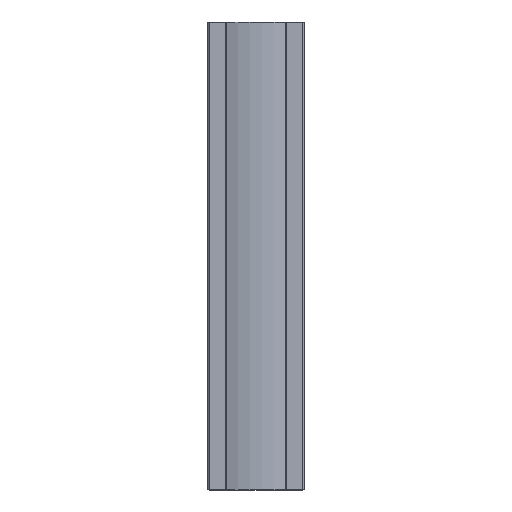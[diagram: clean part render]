
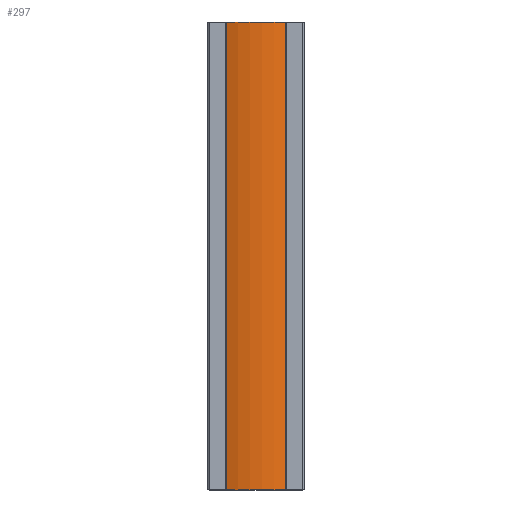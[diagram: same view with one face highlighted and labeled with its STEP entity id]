
A CAD part, top view. The second image highlights one B-rep face of the part: STEP entity #297.
In plain terms, the highlighted cylindrical face has radius 26.213 mm (diameter 52.426 mm), a partial arc.
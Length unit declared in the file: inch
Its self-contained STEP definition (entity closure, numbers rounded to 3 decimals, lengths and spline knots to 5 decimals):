
#233=CARTESIAN_POINT('',(0.37771,6.04,0.13855));
#234=VERTEX_POINT('',#233);
#242=CARTESIAN_POINT('',(0.37771,0.04,0.13855));
#243=VERTEX_POINT('',#242);
#244=CARTESIAN_POINT('',(0.37771,0.04,0.13855));
#245=DIRECTION('',(0.0,1.0,0.0));
#246=VECTOR('',#245,1.0);
#247=LINE('',#244,#246);
#248=EDGE_CURVE('',#243,#234,#247,.T.);
#265=ORIENTED_EDGE('',*,*,#248,.T.);
#266=CARTESIAN_POINT('',(-0.37691,6.04,0.13855));
#267=VERTEX_POINT('',#266);
#268=CARTESIAN_POINT('',(0.0004,6.04,-0.82201));
#269=DIRECTION('',(0.0,-1.0,0.0));
#270=DIRECTION('',(1.0,0.0,0.0));
#271=AXIS2_PLACEMENT_3D('',#268,#269,#270);
#272=CIRCLE('',#271,1.03201);
#273=EDGE_CURVE('',#234,#267,#272,.T.);
#274=ORIENTED_EDGE('',*,*,#273,.T.);
#275=CARTESIAN_POINT('',(-0.37691,0.04,0.13855));
#276=VERTEX_POINT('',#275);
#277=CARTESIAN_POINT('',(-0.37691,0.04,0.13855));
#278=DIRECTION('',(0.0,1.0,0.0));
#279=VECTOR('',#278,1.0);
#280=LINE('',#277,#279);
#281=EDGE_CURVE('',#276,#267,#280,.T.);
#282=ORIENTED_EDGE('',*,*,#281,.F.);
#283=CARTESIAN_POINT('',(0.0004,0.04,-0.82201));
#284=DIRECTION('',(0.0,-1.0,0.0));
#285=DIRECTION('',(1.0,0.0,0.0));
#286=AXIS2_PLACEMENT_3D('',#283,#284,#285);
#287=CIRCLE('',#286,1.03201);
#288=EDGE_CURVE('',#243,#276,#287,.T.);
#289=ORIENTED_EDGE('',*,*,#288,.F.);
#290=EDGE_LOOP('',(#265,#274,#282,#289));
#291=FACE_OUTER_BOUND('',#290,.T.);
#292=CARTESIAN_POINT('',(0.0004,0.04,-0.82201));
#293=DIRECTION('',(0.0,1.0,0.0));
#294=DIRECTION('',(1.0,-0.0,0.0));
#295=AXIS2_PLACEMENT_3D('',#292,#293,#294);
#296=CYLINDRICAL_SURFACE('',#295,1.03201);
#297=ADVANCED_FACE('',(#291),#296,.T.);
